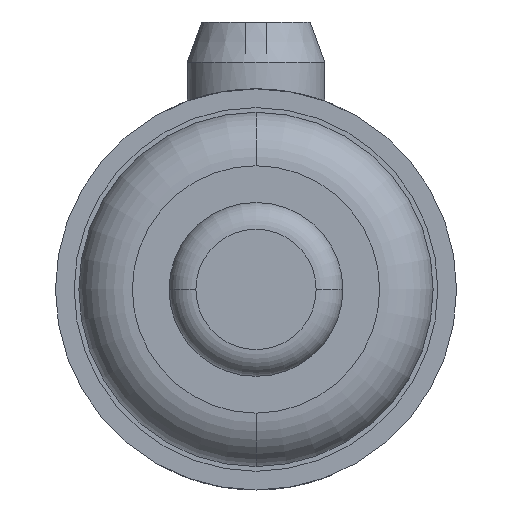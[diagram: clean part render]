
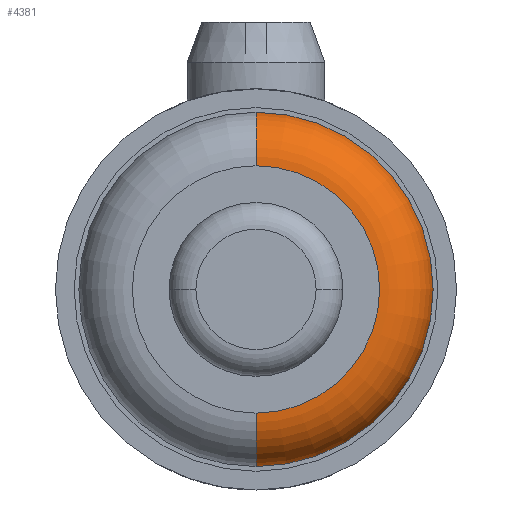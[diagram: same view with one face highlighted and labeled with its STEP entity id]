
A CAD part, front view. The second image highlights one B-rep face of the part: STEP entity #4381.
In plain terms, the highlighted toroidal (fillet/blend) face has major radius 0.925 mm and minor radius 0.4 mm.
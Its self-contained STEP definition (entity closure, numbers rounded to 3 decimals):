
#201 = VERTEX_POINT ( 'NONE', #1707 ) ;
#237 = TOROIDAL_SURFACE ( 'NONE', #3716, 0.925, 0.4 ) ;
#440 = AXIS2_PLACEMENT_3D ( 'NONE', #4912, #611, #1427 ) ;
#452 = CARTESIAN_POINT ( 'NONE',  ( 0., 0.4, 1.325 ) ) ;
#611 = DIRECTION ( 'NONE',  ( 0., -1., 0. ) ) ;
#775 = FACE_OUTER_BOUND ( 'NONE', #4101, .T. ) ;
#817 = ORIENTED_EDGE ( 'NONE', *, *, #3465, .T. ) ;
#862 = EDGE_CURVE ( 'NONE', #4596, #201, #3436, .T. ) ;
#1027 = EDGE_CURVE ( 'Defeature ausgef�hrt3_1+Defeature ausgef�hrt3_2+Defeature ausgef�hrt3_2+Defeature ausgef�hrt3_2', #3265, #201, #1908, .T. ) ;
#1060 = DIRECTION ( 'NONE',  ( 0., 0., -1. ) ) ;
#1119 = AXIS2_PLACEMENT_3D ( 'NONE', #3738, #3634, #4136 ) ;
#1134 = CARTESIAN_POINT ( 'NONE',  ( 0., 0.4, -0.925 ) ) ;
#1391 = CIRCLE ( 'NONE', #1119, 1.325 ) ;
#1413 = CARTESIAN_POINT ( 'NONE',  ( 0., 0.4, 0. ) ) ;
#1427 = DIRECTION ( 'NONE',  ( 0., 0., -1. ) ) ;
#1541 = DIRECTION ( 'NONE',  ( -1., 0., 0. ) ) ;
#1675 = ORIENTED_EDGE ( 'NONE', *, *, #2078, .F. ) ;
#1707 = CARTESIAN_POINT ( 'NONE',  ( 0., 0., 0.925 ) ) ;
#1817 = CIRCLE ( 'NONE', #2294, 0.4 ) ;
#1908 = CIRCLE ( 'NONE', #440, 0.925 ) ;
#2078 = EDGE_CURVE ( 'NONE', #2336, #3265, #1817, .T. ) ;
#2252 = CARTESIAN_POINT ( 'NONE',  ( 0., 0., -0.925 ) ) ;
#2290 = DIRECTION ( 'NONE',  ( 0., 0., 1. ) ) ;
#2294 = AXIS2_PLACEMENT_3D ( 'NONE', #1134, #1541, #2290 ) ;
#2336 = VERTEX_POINT ( 'NONE', #4805 ) ;
#2349 = ORIENTED_EDGE ( 'NONE', *, *, #1027, .F. ) ;
#2823 = ORIENTED_EDGE ( 'NONE', *, *, #862, .T. ) ;
#2911 = AXIS2_PLACEMENT_3D ( 'NONE', #4803, #3663, #3705 ) ;
#3265 = VERTEX_POINT ( 'NONE', #2252 ) ;
#3436 = CIRCLE ( 'NONE', #2911, 0.4 ) ;
#3465 = EDGE_CURVE ( 'Defeature ausgef�hrt3_2+Defeature ausgef�hrt3_3+Defeature ausgef�hrt3_3+Defeature ausgef�hrt3_3', #2336, #4596, #1391, .T. ) ;
#3634 = DIRECTION ( 'NONE',  ( 0., -1., 0. ) ) ;
#3663 = DIRECTION ( 'NONE',  ( 1., 0., 0. ) ) ;
#3705 = DIRECTION ( 'NONE',  ( 0., 0., -1. ) ) ;
#3716 = AXIS2_PLACEMENT_3D ( 'NONE', #1413, #4900, #1060 ) ;
#3738 = CARTESIAN_POINT ( 'NONE',  ( 0., 0.4, 0. ) ) ;
#4101 = EDGE_LOOP ( 'NONE', ( #817, #2823, #2349, #1675 ) ) ;
#4136 = DIRECTION ( 'NONE',  ( 0., 0., -1. ) ) ;
#4381 = ADVANCED_FACE ( 'Defeature ausgef�hrt3_2', ( #775 ), #237, .T. ) ;
#4596 = VERTEX_POINT ( 'NONE', #452 ) ;
#4803 = CARTESIAN_POINT ( 'NONE',  ( 0., 0.4, 0.925 ) ) ;
#4805 = CARTESIAN_POINT ( 'NONE',  ( 0., 0.4, -1.325 ) ) ;
#4900 = DIRECTION ( 'NONE',  ( 0., -1., 0. ) ) ;
#4912 = CARTESIAN_POINT ( 'NONE',  ( 0., 0., 0. ) ) ;
